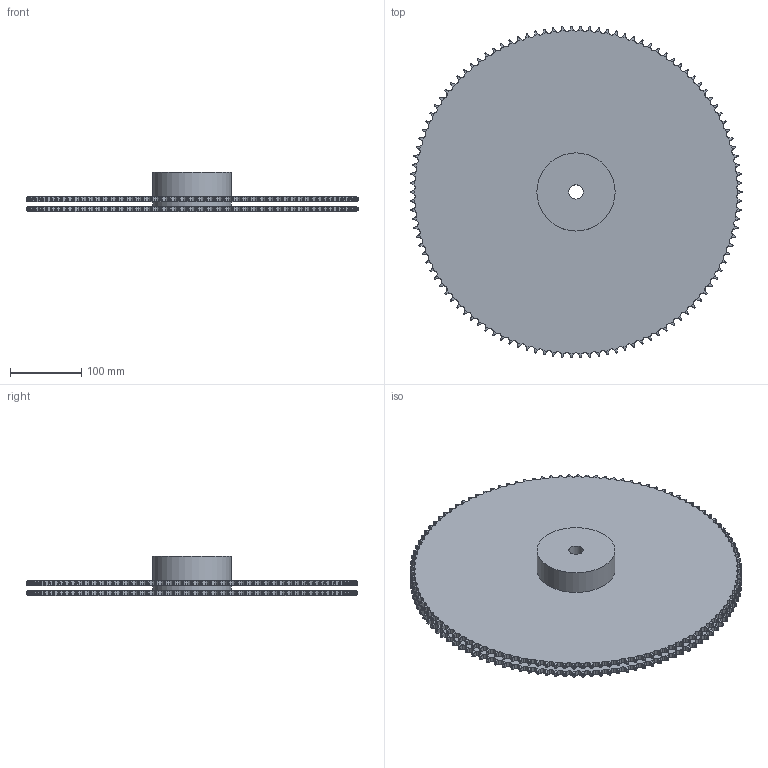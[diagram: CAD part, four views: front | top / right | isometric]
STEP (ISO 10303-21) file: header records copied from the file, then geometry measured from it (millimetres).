
FILE_DESCRIPTION(('FreeCAD Model'),'2;1');
FILE_NAME('Open CASCADE Shape Model','2021-07-25T21:29:35',('FreeCAD'),( 'FreeCAD'),'Open CASCADE STEP processor 7.4','FreeCAD','Unknown');
FILE_SCHEMA(('AUTOMOTIVE_DESIGN { 1 0 10303 214 1 1 1 1 }'));
Products named in the file (1): Open CASCADE STEP translator 7.4 39
Bounding box: 466.9 x 466.75 x 55 mm (x, y, z)
Volume: 2668456.1 mm3; surface area: 685617.9 mm2
Topology: 1 solids, 1 shells, 2523 faces, 7548 edges, 5031 vertices
Faces by surface type: cylinder 1601, plane 462, torus 460
Full cylindrical faces by diameter (mm): 20 x1, 110 x2
Entity records: 225880 total; most frequent: CARTESIAN_POINT 97981, DIRECTION 17560, ORIENTED_EDGE 15096, PCURVE 15096, DEFINITIONAL_REPRESENTATION 15096, B_SPLINE_CURVE_WITH_KNOTS 10944, LINE 8477, VECTOR 8477
